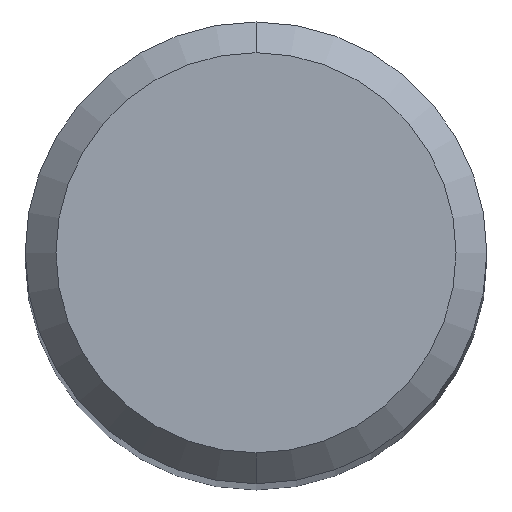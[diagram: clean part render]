
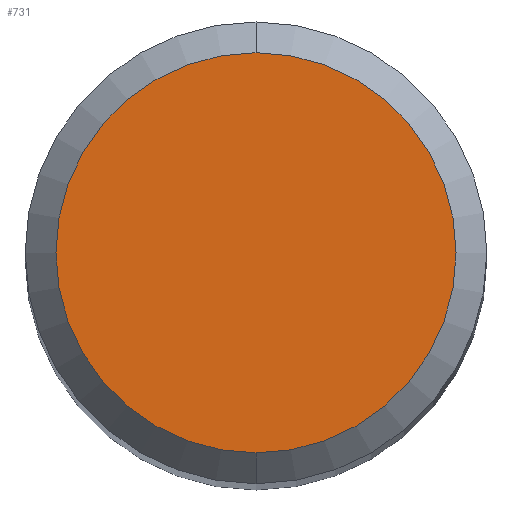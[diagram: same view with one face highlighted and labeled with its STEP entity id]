
A CAD part, top view. The second image highlights one B-rep face of the part: STEP entity #731.
In plain terms, the highlighted planar face has unit normal (0, 0, 1).
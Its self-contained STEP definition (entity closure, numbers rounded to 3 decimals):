
#515=EDGE_CURVE('',#945,#859,#1295,.T.);
#701=EDGE_CURVE('',#859,#945,#1501,.T.);
#731=ADVANCED_FACE('',(#1534),#1535,.T.);
#859=VERTEX_POINT('',#1678);
#945=VERTEX_POINT('',#1770);
#1295=CIRCLE('',#2545,2.6);
#1501=CIRCLE('',#3261,2.6);
#1534=FACE_OUTER_BOUND('',#3383,.T.);
#1535=PLANE('',#3384);
#1678=CARTESIAN_POINT('',(0.,-2.6,0.0));
#1770=CARTESIAN_POINT('',(0.0,2.6,0.0));
#2545=AXIS2_PLACEMENT_3D('',#4641,#4642,#4643);
#3261=AXIS2_PLACEMENT_3D('',#4884,#4885,#4886);
#3383=EDGE_LOOP('',(#4940,#4941));
#3384=AXIS2_PLACEMENT_3D('',#4942,#4943,#4944);
#4641=CARTESIAN_POINT('',(0.0,0.0,0.0));
#4642=DIRECTION('',(0.0,0.0,-1.0));
#4643=DIRECTION('',(0.0,1.0,0.0));
#4884=CARTESIAN_POINT('',(0.0,0.0,0.0));
#4885=DIRECTION('',(0.0,0.0,-1.0));
#4886=DIRECTION('',(0.0,1.0,0.0));
#4940=ORIENTED_EDGE('',*,*,#515,.F.);
#4941=ORIENTED_EDGE('',*,*,#701,.F.);
#4942=CARTESIAN_POINT('',(0.0,1.3,0.0));
#4943=DIRECTION('',(-0.0,0.0,1.0));
#4944=DIRECTION('',(0.0,-1.0,0.0));
